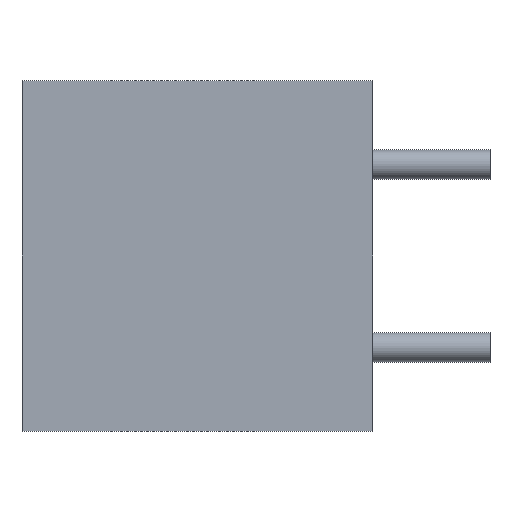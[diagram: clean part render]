
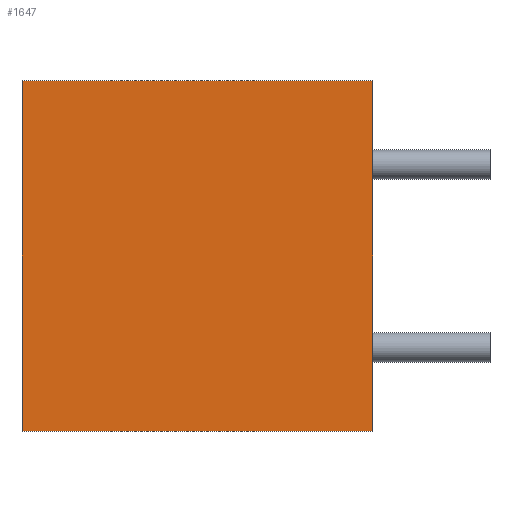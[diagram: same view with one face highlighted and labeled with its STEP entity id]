
A CAD part, front view. The second image highlights one B-rep face of the part: STEP entity #1647.
In plain terms, the highlighted planar face has unit normal (0, -1, 0).
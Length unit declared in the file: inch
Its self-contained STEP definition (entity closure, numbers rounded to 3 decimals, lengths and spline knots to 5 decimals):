
#325 = CARTESIAN_POINT ( 'NONE',  ( -3., 0., 3. ) ) ;
#608 = VERTEX_POINT ( 'NONE', #7467 ) ;
#755 = FACE_OUTER_BOUND ( 'NONE', #2595, .T. ) ;
#827 = EDGE_CURVE ( 'NONE', #6468, #10699, #9035, .T. ) ;
#1139 = ORIENTED_EDGE ( 'NONE', *, *, #827, .F. ) ;
#1232 = LINE ( 'NONE', #6707, #2260 ) ;
#1248 = CARTESIAN_POINT ( 'NONE',  ( 0., 0., 0. ) ) ;
#1376 = LINE ( 'NONE', #2636, #6300 ) ;
#1647 = ADVANCED_FACE ( 'NONE', ( #755 ), #2897, .T. ) ;
#1843 = CARTESIAN_POINT ( 'NONE',  ( -3., 0., -3. ) ) ;
#2032 = DIRECTION ( 'NONE',  ( 1., 0., 0. ) ) ;
#2260 = VECTOR ( 'NONE', #10133, 39.37008 ) ;
#2403 = AXIS2_PLACEMENT_3D ( 'NONE', #1248, #7027, #4621 ) ;
#2595 = EDGE_LOOP ( 'NONE', ( #8089, #6820, #1139, #3204 ) ) ;
#2636 = CARTESIAN_POINT ( 'NONE',  ( 3., 0., 3. ) ) ;
#2761 = CARTESIAN_POINT ( 'NONE',  ( -3., 0., 3. ) ) ;
#2897 = PLANE ( 'NONE',  #2403 ) ;
#3095 = VECTOR ( 'NONE', #4432, 39.37008 ) ;
#3204 = ORIENTED_EDGE ( 'NONE', *, *, #4297, .F. ) ;
#3875 = LINE ( 'NONE', #325, #6862 ) ;
#3900 = EDGE_CURVE ( 'NONE', #608, #4388, #1376, .T. ) ;
#4254 = CARTESIAN_POINT ( 'NONE',  ( -3., 0., 3. ) ) ;
#4297 = EDGE_CURVE ( 'NONE', #4388, #6468, #1232, .T. ) ;
#4375 = DIRECTION ( 'NONE',  ( 0., 0., -1. ) ) ;
#4388 = VERTEX_POINT ( 'NONE', #9174 ) ;
#4432 = DIRECTION ( 'NONE',  ( 0., 0., 1. ) ) ;
#4621 = DIRECTION ( 'NONE',  ( 0., 0., -1. ) ) ;
#6300 = VECTOR ( 'NONE', #4375, 39.37008 ) ;
#6468 = VERTEX_POINT ( 'NONE', #1843 ) ;
#6707 = CARTESIAN_POINT ( 'NONE',  ( -3., 0., -3. ) ) ;
#6820 = ORIENTED_EDGE ( 'NONE', *, *, #7695, .F. ) ;
#6862 = VECTOR ( 'NONE', #2032, 39.37008 ) ;
#7027 = DIRECTION ( 'NONE',  ( 0., -1., 0. ) ) ;
#7467 = CARTESIAN_POINT ( 'NONE',  ( 3., 0., 3. ) ) ;
#7695 = EDGE_CURVE ( 'NONE', #10699, #608, #3875, .T. ) ;
#8089 = ORIENTED_EDGE ( 'NONE', *, *, #3900, .F. ) ;
#9035 = LINE ( 'NONE', #2761, #3095 ) ;
#9174 = CARTESIAN_POINT ( 'NONE',  ( 3., 0., -3. ) ) ;
#10133 = DIRECTION ( 'NONE',  ( -1., 0., 0. ) ) ;
#10699 = VERTEX_POINT ( 'NONE', #4254 ) ;
